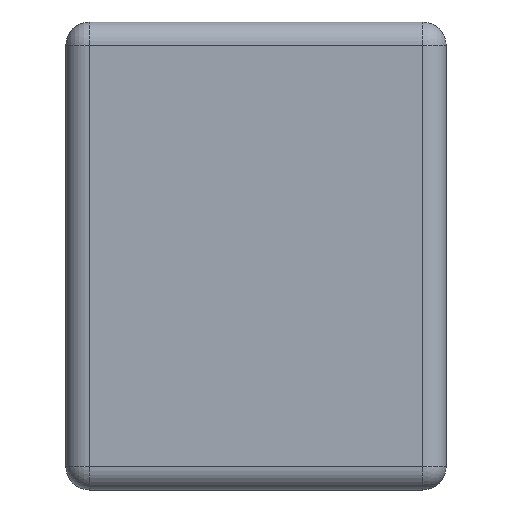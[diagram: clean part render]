
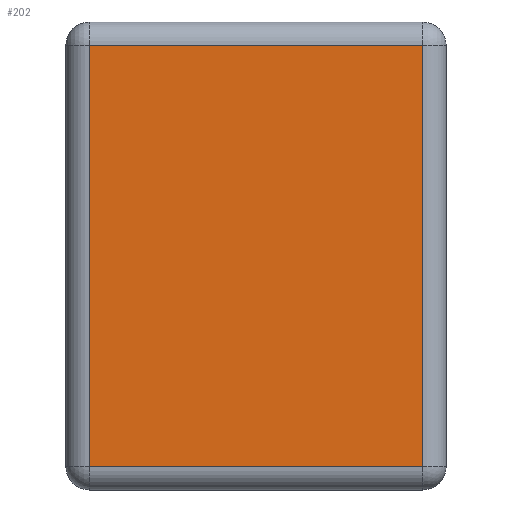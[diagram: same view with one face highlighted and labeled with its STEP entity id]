
A CAD part, left-side view. The second image highlights one B-rep face of the part: STEP entity #202.
In plain terms, the highlighted planar face has unit normal (-1, 0, 0).
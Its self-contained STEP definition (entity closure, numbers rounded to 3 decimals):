
#52 = VERTEX_POINT ( 'NONE', #402 ) ;
#60 = VECTOR ( 'NONE', #761, 1000. ) ;
#87 = LINE ( 'NONE', #529, #60 ) ;
#121 = ORIENTED_EDGE ( 'NONE', *, *, #1247, .T. ) ;
#178 = LINE ( 'NONE', #478, #679 ) ;
#182 = VERTEX_POINT ( 'NONE', #1007 ) ;
#202 = ADVANCED_FACE ( 'NONE', ( #579 ), #293, .F. ) ;
#218 = CARTESIAN_POINT ( 'NONE',  ( -1.6, 1.3, -0.72 ) ) ;
#249 = EDGE_LOOP ( 'NONE', ( #121, #864, #1198, #895 ) ) ;
#293 = PLANE ( 'NONE',  #947 ) ;
#304 = LINE ( 'NONE', #218, #429 ) ;
#402 = CARTESIAN_POINT ( 'NONE',  ( -1.6, 0.08, 0.72 ) ) ;
#429 = VECTOR ( 'NONE', #815, 1000. ) ;
#478 = CARTESIAN_POINT ( 'NONE',  ( -1.6, 1.22, -0.8 ) ) ;
#520 = EDGE_CURVE ( 'NONE', #923, #182, #304, .T. ) ;
#529 = CARTESIAN_POINT ( 'NONE',  ( -1.6, 0.08, -0.8 ) ) ;
#570 = VERTEX_POINT ( 'NONE', #1272 ) ;
#579 = FACE_OUTER_BOUND ( 'NONE', #249, .T. ) ;
#590 = EDGE_CURVE ( 'NONE', #182, #52, #87, .T. ) ;
#599 = CARTESIAN_POINT ( 'NONE',  ( -1.6, 1.3, -0.8 ) ) ;
#640 = VECTOR ( 'NONE', #1146, 1000. ) ;
#670 = DIRECTION ( 'NONE',  ( 0., 0., -1. ) ) ;
#679 = VECTOR ( 'NONE', #670, 1000. ) ;
#715 = DIRECTION ( 'NONE',  ( 0., 0., -1. ) ) ;
#752 = CARTESIAN_POINT ( 'NONE',  ( -1.6, 1.22, -0.72 ) ) ;
#761 = DIRECTION ( 'NONE',  ( 0., 0., 1. ) ) ;
#815 = DIRECTION ( 'NONE',  ( 0., -1., 0. ) ) ;
#864 = ORIENTED_EDGE ( 'NONE', *, *, #520, .T. ) ;
#895 = ORIENTED_EDGE ( 'NONE', *, *, #1023, .T. ) ;
#923 = VERTEX_POINT ( 'NONE', #752 ) ;
#947 = AXIS2_PLACEMENT_3D ( 'NONE', #599, #1105, #715 ) ;
#1000 = LINE ( 'NONE', #1229, #640 ) ;
#1007 = CARTESIAN_POINT ( 'NONE',  ( -1.6, 0.08, -0.72 ) ) ;
#1023 = EDGE_CURVE ( 'NONE', #52, #570, #1000, .T. ) ;
#1105 = DIRECTION ( 'NONE',  ( 1., 0., 0. ) ) ;
#1146 = DIRECTION ( 'NONE',  ( 0., 1., 0. ) ) ;
#1198 = ORIENTED_EDGE ( 'NONE', *, *, #590, .T. ) ;
#1229 = CARTESIAN_POINT ( 'NONE',  ( -1.6, 1.3, 0.72 ) ) ;
#1247 = EDGE_CURVE ( 'NONE', #570, #923, #178, .T. ) ;
#1272 = CARTESIAN_POINT ( 'NONE',  ( -1.6, 1.22, 0.72 ) ) ;
